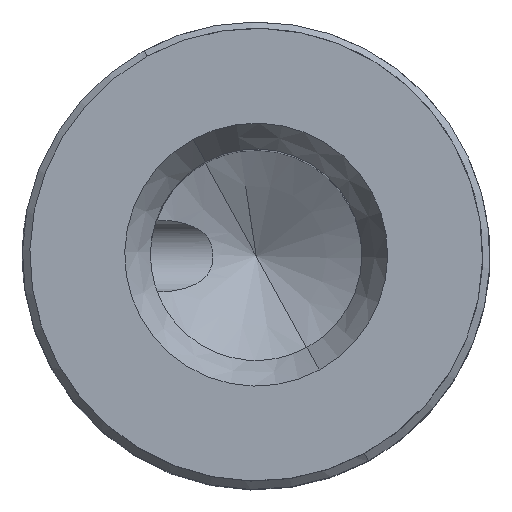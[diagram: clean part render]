
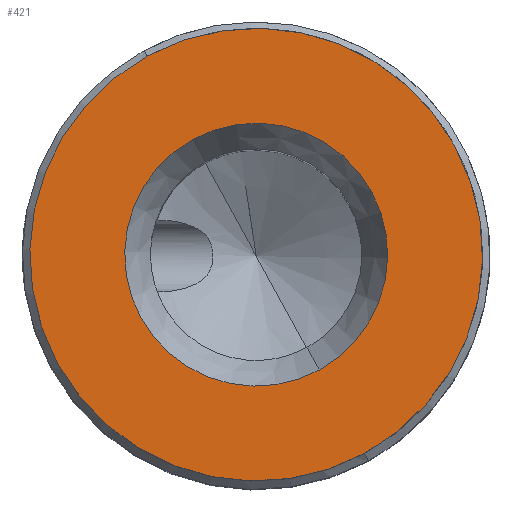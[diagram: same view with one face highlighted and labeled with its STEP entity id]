
A CAD part, top view. The second image highlights one B-rep face of the part: STEP entity #421.
In plain terms, the highlighted planar face has unit normal (0, 0, 1).
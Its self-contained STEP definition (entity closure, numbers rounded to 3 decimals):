
#286=AXIS2_PLACEMENT_3D('Circle Axis2P3D',#284,#285,$) ;
#383=AXIS2_PLACEMENT_3D('Circle Axis2P3D',#381,#382,$) ;
#397=AXIS2_PLACEMENT_3D('Plane Axis2P3D',#394,#395,#396) ;
#401=AXIS2_PLACEMENT_3D('Circle Axis2P3D',#399,#400,$) ;
#410=AXIS2_PLACEMENT_3D('Circle Axis2P3D',#408,#409,$) ;
#281=CARTESIAN_POINT('Vertex',(3.999,1.595,30.8)) ;
#284=CARTESIAN_POINT('Axis2P3D Location',(3.15,3.15,30.8)) ;
#288=CARTESIAN_POINT('Vertex',(2.301,4.705,30.8)) ;
#381=CARTESIAN_POINT('Axis2P3D Location',(3.15,3.15,30.8)) ;
#394=CARTESIAN_POINT('Axis2P3D Location',(3.15,6.2,30.8)) ;
#399=CARTESIAN_POINT('Axis2P3D Location',(3.15,3.15,30.8)) ;
#403=CARTESIAN_POINT('Vertex',(4.612,0.473,30.8)) ;
#405=CARTESIAN_POINT('Vertex',(1.688,5.827,30.8)) ;
#408=CARTESIAN_POINT('Axis2P3D Location',(3.15,3.15,30.8)) ;
#285=DIRECTION('Axis2P3D Direction',(0.,0.,1.)) ;
#382=DIRECTION('Axis2P3D Direction',(0.,0.,1.)) ;
#395=DIRECTION('Axis2P3D Direction',(0.,0.,1.)) ;
#396=DIRECTION('Axis2P3D XDirection',(1.,0.,0.)) ;
#400=DIRECTION('Axis2P3D Direction',(0.,0.,1.)) ;
#409=DIRECTION('Axis2P3D Direction',(0.,0.,1.)) ;
#414=ORIENTED_EDGE('',*,*,#407,.T.) ;
#415=ORIENTED_EDGE('',*,*,#412,.T.) ;
#418=ORIENTED_EDGE('',*,*,#385,.F.) ;
#419=ORIENTED_EDGE('',*,*,#290,.F.) ;
#420=FACE_BOUND('',#417,.T.) ;
#421=ADVANCED_FACE('Hauptkoerper',(#416,#420),#398,.T.) ;
#287=CIRCLE('generated circle',#286,1.771) ;
#384=CIRCLE('generated circle',#383,1.771) ;
#402=CIRCLE('generated circle',#401,3.05) ;
#411=CIRCLE('generated circle',#410,3.05) ;
#290=EDGE_CURVE('',#282,#289,#287,.T.) ;
#385=EDGE_CURVE('',#289,#282,#384,.T.) ;
#407=EDGE_CURVE('',#404,#406,#402,.T.) ;
#412=EDGE_CURVE('',#406,#404,#411,.T.) ;
#413=EDGE_LOOP('',(#414,#415)) ;
#417=EDGE_LOOP('',(#418,#419)) ;
#416=FACE_OUTER_BOUND('',#413,.T.) ;
#398=PLANE('',#397) ;
#282=VERTEX_POINT('',#281) ;
#289=VERTEX_POINT('',#288) ;
#404=VERTEX_POINT('',#403) ;
#406=VERTEX_POINT('',#405) ;
